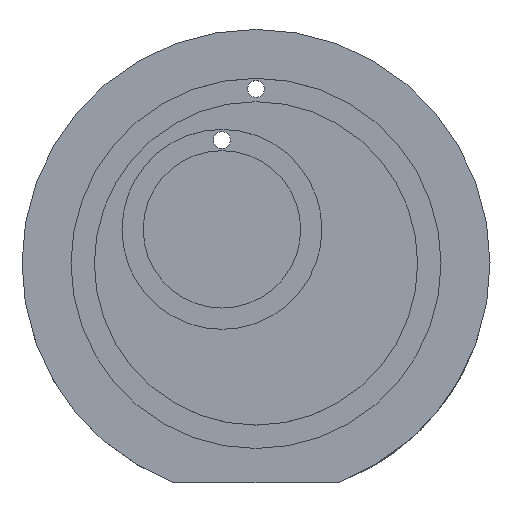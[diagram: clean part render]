
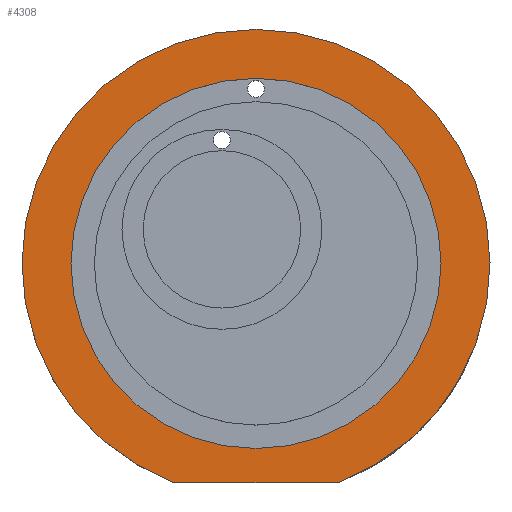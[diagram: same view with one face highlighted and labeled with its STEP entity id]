
A CAD part, top view. The second image highlights one B-rep face of the part: STEP entity #4308.
In plain terms, the highlighted planar face has unit normal (0, 0, 1).
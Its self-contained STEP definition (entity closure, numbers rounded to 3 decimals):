
#276 = EDGE_CURVE('',#277,#277,#279,.T.);
#277 = VERTEX_POINT('',#278);
#278 = CARTESIAN_POINT('',(87.,0.,25.));
#279 = SURFACE_CURVE('',#280,(#285,#297),.PCURVE_S1.);
#280 = CIRCLE('',#281,87.);
#281 = AXIS2_PLACEMENT_3D('',#282,#283,#284);
#282 = CARTESIAN_POINT('',(0.,0.,25.));
#283 = DIRECTION('',(0.,0.,-1.));
#284 = DIRECTION('',(1.,0.,0.));
#285 = PCURVE('',#286,#291);
#286 = CYLINDRICAL_SURFACE('',#287,87.);
#287 = AXIS2_PLACEMENT_3D('',#288,#289,#290);
#288 = CARTESIAN_POINT('',(0.,0.,20.));
#289 = DIRECTION('',(0.,0.,1.));
#290 = DIRECTION('',(1.,0.,-0.));
#291 = DEFINITIONAL_REPRESENTATION('',(#292),#296);
#292 = LINE('',#293,#294);
#293 = CARTESIAN_POINT('',(6.283,5.));
#294 = VECTOR('',#295,1.);
#295 = DIRECTION('',(-1.,0.));
#296 = ( GEOMETRIC_REPRESENTATION_CONTEXT(2) 
PARAMETRIC_REPRESENTATION_CONTEXT() REPRESENTATION_CONTEXT('2D SPACE',''
  ) );
#297 = PCURVE('',#298,#303);
#298 = PLANE('',#299);
#299 = AXIS2_PLACEMENT_3D('',#300,#301,#302);
#300 = CARTESIAN_POINT('',(0.,-8.942,25.));
#301 = DIRECTION('',(0.,0.,1.));
#302 = DIRECTION('',(1.,0.,-0.));
#303 = DEFINITIONAL_REPRESENTATION('',(#304),#312);
#304 = ( BOUNDED_CURVE() B_SPLINE_CURVE(2,(#305,#306,#307,#308,#309,#310
,#311),.UNSPECIFIED.,.T.,.F.) B_SPLINE_CURVE_WITH_KNOTS((1,2,2,2,2,1),(
    -2.094,0.,2.094,4.189,6.283,
8.378),.UNSPECIFIED.) CURVE() GEOMETRIC_REPRESENTATION_ITEM() 
RATIONAL_B_SPLINE_CURVE((1.,0.5,1.,0.5,1.,0.5,1.)) REPRESENTATION_ITEM(
  '') );
#305 = CARTESIAN_POINT('',(87.,8.942));
#306 = CARTESIAN_POINT('',(87.,-141.747));
#307 = CARTESIAN_POINT('',(-43.5,-66.403));
#308 = CARTESIAN_POINT('',(-174.,8.942));
#309 = CARTESIAN_POINT('',(-43.5,84.286));
#310 = CARTESIAN_POINT('',(87.,159.63));
#311 = CARTESIAN_POINT('',(87.,8.942));
#312 = ( GEOMETRIC_REPRESENTATION_CONTEXT(2) 
PARAMETRIC_REPRESENTATION_CONTEXT() REPRESENTATION_CONTEXT('2D SPACE',''
  ) );
#385 = PLANE('',#386);
#386 = AXIS2_PLACEMENT_3D('',#387,#388,#389);
#387 = CARTESIAN_POINT('',(0.,-103.,-5.));
#388 = DIRECTION('',(0.,-1.,0.));
#389 = DIRECTION('',(1.,0.,0.));
#412 = CYLINDRICAL_SURFACE('',#413,110.);
#413 = AXIS2_PLACEMENT_3D('',#414,#415,#416);
#414 = CARTESIAN_POINT('',(0.,0.,-5.));
#415 = DIRECTION('',(0.,0.,1.));
#416 = DIRECTION('',(1.,0.,-0.));
#2563 = VERTEX_POINT('',#2564);
#2564 = CARTESIAN_POINT('',(-38.613,-103.,25.));
#2585 = EDGE_CURVE('',#2563,#2586,#2588,.T.);
#2586 = VERTEX_POINT('',#2587);
#2587 = CARTESIAN_POINT('',(38.613,-103.,25.));
#2588 = SURFACE_CURVE('',#2589,(#2594,#2601),.PCURVE_S1.);
#2589 = CIRCLE('',#2590,110.);
#2590 = AXIS2_PLACEMENT_3D('',#2591,#2592,#2593);
#2591 = CARTESIAN_POINT('',(0.,0.,25.)
  );
#2592 = DIRECTION('',(0.,0.,-1.));
#2593 = DIRECTION('',(1.,0.,0.));
#2594 = PCURVE('',#412,#2595);
#2595 = DEFINITIONAL_REPRESENTATION('',(#2596),#2600);
#2596 = LINE('',#2597,#2598);
#2597 = CARTESIAN_POINT('',(6.283,30.));
#2598 = VECTOR('',#2599,1.);
#2599 = DIRECTION('',(-1.,0.));
#2600 = ( GEOMETRIC_REPRESENTATION_CONTEXT(2) 
PARAMETRIC_REPRESENTATION_CONTEXT() REPRESENTATION_CONTEXT('2D SPACE',''
  ) );
#2601 = PCURVE('',#298,#2602);
#2602 = DEFINITIONAL_REPRESENTATION('',(#2603),#2611);
#2603 = ( BOUNDED_CURVE() B_SPLINE_CURVE(2,(#2604,#2605,#2606,#2607,
#2608,#2609,#2610),.UNSPECIFIED.,.T.,.F.) B_SPLINE_CURVE_WITH_KNOTS((1,2
    ,2,2,2,1),(-2.094,0.,2.094,4.189,
6.283,8.378),.UNSPECIFIED.) CURVE() 
GEOMETRIC_REPRESENTATION_ITEM() RATIONAL_B_SPLINE_CURVE((1.,0.5,1.,0.5,
1.,0.5,1.)) REPRESENTATION_ITEM('') );
#2604 = CARTESIAN_POINT('',(110.,8.942));
#2605 = CARTESIAN_POINT('',(110.,-181.584));
#2606 = CARTESIAN_POINT('',(-55.,-86.321));
#2607 = CARTESIAN_POINT('',(-220.,8.942));
#2608 = CARTESIAN_POINT('',(-55.,104.204));
#2609 = CARTESIAN_POINT('',(110.,199.467));
#2610 = CARTESIAN_POINT('',(110.,8.942));
#2611 = ( GEOMETRIC_REPRESENTATION_CONTEXT(2) 
PARAMETRIC_REPRESENTATION_CONTEXT() REPRESENTATION_CONTEXT('2D SPACE',''
  ) );
#4308 = ADVANCED_FACE('',(#4309,#4312),#298,.T.);
#4309 = FACE_BOUND('',#4310,.T.);
#4310 = EDGE_LOOP('',(#4311));
#4311 = ORIENTED_EDGE('',*,*,#276,.T.);
#4312 = FACE_BOUND('',#4313,.T.);
#4313 = EDGE_LOOP('',(#4314,#4335));
#4314 = ORIENTED_EDGE('',*,*,#4315,.F.);
#4315 = EDGE_CURVE('',#2586,#2563,#4316,.T.);
#4316 = SURFACE_CURVE('',#4317,(#4321,#4328),.PCURVE_S1.);
#4317 = LINE('',#4318,#4319);
#4318 = CARTESIAN_POINT('',(-38.613,-103.,25.));
#4319 = VECTOR('',#4320,1.);
#4320 = DIRECTION('',(-1.,0.,0.));
#4321 = PCURVE('',#298,#4322);
#4322 = DEFINITIONAL_REPRESENTATION('',(#4323),#4327);
#4323 = LINE('',#4324,#4325);
#4324 = CARTESIAN_POINT('',(-38.613,-94.058));
#4325 = VECTOR('',#4326,1.);
#4326 = DIRECTION('',(-1.,0.));
#4327 = ( GEOMETRIC_REPRESENTATION_CONTEXT(2) 
PARAMETRIC_REPRESENTATION_CONTEXT() REPRESENTATION_CONTEXT('2D SPACE',''
  ) );
#4328 = PCURVE('',#385,#4329);
#4329 = DEFINITIONAL_REPRESENTATION('',(#4330),#4334);
#4330 = LINE('',#4331,#4332);
#4331 = CARTESIAN_POINT('',(-38.613,30.));
#4332 = VECTOR('',#4333,1.);
#4333 = DIRECTION('',(-1.,0.));
#4334 = ( GEOMETRIC_REPRESENTATION_CONTEXT(2) 
PARAMETRIC_REPRESENTATION_CONTEXT() REPRESENTATION_CONTEXT('2D SPACE',''
  ) );
#4335 = ORIENTED_EDGE('',*,*,#2585,.F.);
